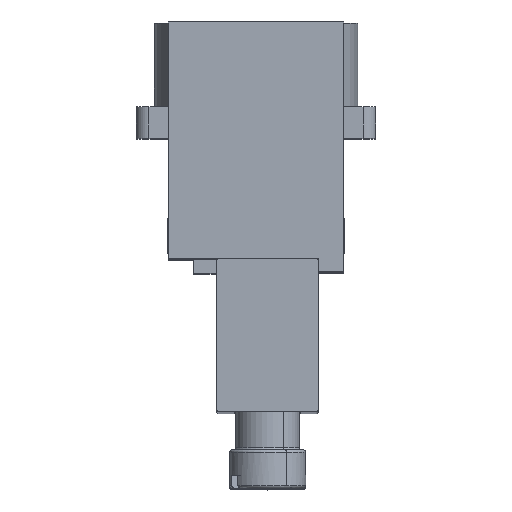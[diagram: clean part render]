
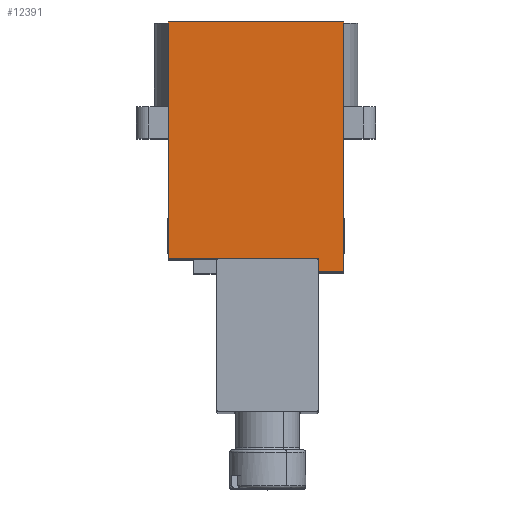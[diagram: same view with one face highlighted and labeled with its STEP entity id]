
A CAD part, top view. The second image highlights one B-rep face of the part: STEP entity #12391.
In plain terms, the highlighted face is planar.
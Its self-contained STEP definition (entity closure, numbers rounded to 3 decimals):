
#366 = VERTEX_POINT ( 'NONE', #7142 ) ;
#958 = CARTESIAN_POINT ( 'NONE',  ( -34.5, 19.6, -6.9 ) ) ;
#1168 = VECTOR ( 'NONE', #14614, 1000. ) ;
#1473 = VECTOR ( 'NONE', #8657, 1000. ) ;
#2154 = EDGE_LOOP ( 'NONE', ( #15750, #9130, #5224, #10252, #7664, #17648 ) ) ;
#3308 = CARTESIAN_POINT ( 'NONE',  ( -34.5, 0., 6.9 ) ) ;
#3818 = DIRECTION ( 'NONE',  ( 0., 0., -1. ) ) ;
#4316 = CARTESIAN_POINT ( 'NONE',  ( -34.5, 19.6, -4.9 ) ) ;
#5224 = ORIENTED_EDGE ( 'NONE', *, *, #16831, .F. ) ;
#5470 = VERTEX_POINT ( 'NONE', #10138 ) ;
#5504 = EDGE_CURVE ( 'NONE', #16133, #5470, #5832, .T. ) ;
#5510 = CARTESIAN_POINT ( 'NONE',  ( -34.5, 0., 6.9 ) ) ;
#5636 = CARTESIAN_POINT ( 'NONE',  ( -34.5, 0., -6.9 ) ) ;
#5832 = LINE ( 'NONE', #5636, #11994 ) ;
#6280 = CARTESIAN_POINT ( 'NONE',  ( -34.5, 19.6, -4.9 ) ) ;
#6500 = AXIS2_PLACEMENT_3D ( 'NONE', #3308, #11309, #15546 ) ;
#7142 = CARTESIAN_POINT ( 'NONE',  ( -34.5, 18.6, -4.9 ) ) ;
#7664 = ORIENTED_EDGE ( 'NONE', *, *, #18131, .F. ) ;
#7804 = CARTESIAN_POINT ( 'NONE',  ( -34.5, 0., 6.9 ) ) ;
#8116 = CARTESIAN_POINT ( 'NONE',  ( -34.5, 18.6, 6.9 ) ) ;
#8611 = EDGE_CURVE ( 'NONE', #18195, #5470, #9826, .T. ) ;
#8642 = DIRECTION ( 'NONE',  ( 0., -1., 0. ) ) ;
#8657 = DIRECTION ( 'NONE',  ( 0., -1., 0. ) ) ;
#8809 = CARTESIAN_POINT ( 'NONE',  ( -34.5, 19.6, -6.9 ) ) ;
#9051 = EDGE_CURVE ( 'NONE', #16133, #12928, #17441, .T. ) ;
#9130 = ORIENTED_EDGE ( 'NONE', *, *, #8611, .F. ) ;
#9826 = LINE ( 'NONE', #5510, #13315 ) ;
#10138 = CARTESIAN_POINT ( 'NONE',  ( -34.5, 0., -6.9 ) ) ;
#10250 = CARTESIAN_POINT ( 'NONE',  ( -34.5, 0., 6.9 ) ) ;
#10252 = ORIENTED_EDGE ( 'NONE', *, *, #19136, .T. ) ;
#10815 = LINE ( 'NONE', #15134, #19845 ) ;
#11309 = DIRECTION ( 'NONE',  ( 1., 0., 0. ) ) ;
#11994 = VECTOR ( 'NONE', #8642, 1000. ) ;
#12014 = LINE ( 'NONE', #4316, #17883 ) ;
#12391 = ADVANCED_FACE ( 'NONE', ( #13931 ), #12800, .F. ) ;
#12800 = PLANE ( 'NONE',  #6500 ) ;
#12928 = VERTEX_POINT ( 'NONE', #6280 ) ;
#13315 = VECTOR ( 'NONE', #3818, 1000. ) ;
#13777 = VERTEX_POINT ( 'NONE', #8116 ) ;
#13931 = FACE_OUTER_BOUND ( 'NONE', #2154, .T. ) ;
#14614 = DIRECTION ( 'NONE',  ( 0., 0., 1. ) ) ;
#15134 = CARTESIAN_POINT ( 'NONE',  ( -34.5, 18.6, 6.9 ) ) ;
#15546 = DIRECTION ( 'NONE',  ( 0., 0., -1. ) ) ;
#15750 = ORIENTED_EDGE ( 'NONE', *, *, #5504, .T. ) ;
#16133 = VERTEX_POINT ( 'NONE', #8809 ) ;
#16831 = EDGE_CURVE ( 'NONE', #13777, #18195, #19524, .T. ) ;
#17441 = LINE ( 'NONE', #958, #1168 ) ;
#17648 = ORIENTED_EDGE ( 'NONE', *, *, #9051, .F. ) ;
#17883 = VECTOR ( 'NONE', #19869, 1000. ) ;
#18131 = EDGE_CURVE ( 'NONE', #12928, #366, #12014, .T. ) ;
#18195 = VERTEX_POINT ( 'NONE', #7804 ) ;
#18357 = DIRECTION ( 'NONE',  ( 0., 0., -1. ) ) ;
#19136 = EDGE_CURVE ( 'NONE', #13777, #366, #10815, .T. ) ;
#19524 = LINE ( 'NONE', #10250, #1473 ) ;
#19845 = VECTOR ( 'NONE', #18357, 1000. ) ;
#19869 = DIRECTION ( 'NONE',  ( 0., -1., 0. ) ) ;
